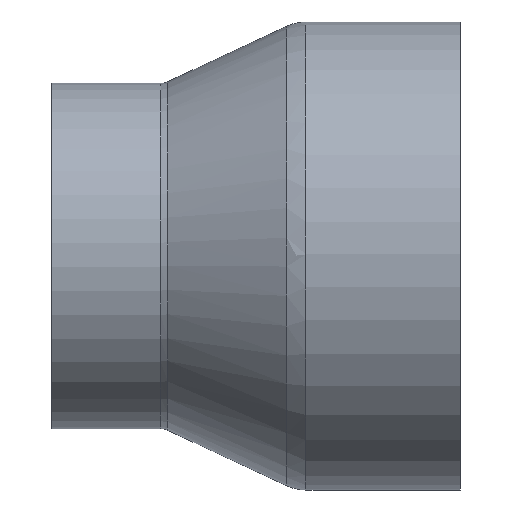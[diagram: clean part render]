
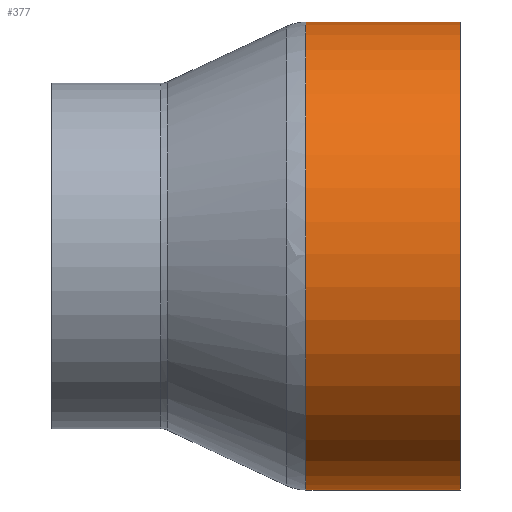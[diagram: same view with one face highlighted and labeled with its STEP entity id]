
A CAD part, top view. The second image highlights one B-rep face of the part: STEP entity #377.
In plain terms, the highlighted free-form (B-spline) face has degree [2, 1] with [5, 2] control points.
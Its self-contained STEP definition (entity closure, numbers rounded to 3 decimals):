
#339 = VERTEX_POINT('',#340);
#340 = CARTESIAN_POINT('',(-47.746,-72.321,
    0.));
#346 = EDGE_CURVE('',#347,#339,#349,.T.);
#347 = VERTEX_POINT('',#348);
#348 = CARTESIAN_POINT('',(-47.746,72.321,0.));
#349 = ( BOUNDED_CURVE() B_SPLINE_CURVE(2,(#350,#351,#352,#353,#354),
.UNSPECIFIED.,.F.,.F.) B_SPLINE_CURVE_WITH_KNOTS((3,2,3),(0.,
1.571,3.142),.PIECEWISE_BEZIER_KNOTS.) CURVE() 
GEOMETRIC_REPRESENTATION_ITEM() RATIONAL_B_SPLINE_CURVE((1.,
0.707,1.,0.707,1.)) REPRESENTATION_ITEM('') );
#350 = CARTESIAN_POINT('',(-47.746,72.321,0.));
#351 = CARTESIAN_POINT('',(-47.746,72.321,
    72.321));
#352 = CARTESIAN_POINT('',(-47.746,0.,
    72.321));
#353 = CARTESIAN_POINT('',(-47.746,-72.321,72.321
    ));
#354 = CARTESIAN_POINT('',(-47.746,-72.321,
    0.));
#377 = ADVANCED_FACE('',(#378),#403,.T.);
#378 = FACE_BOUND('',#379,.T.);
#379 = EDGE_LOOP('',(#380,#381,#388,#398));
#380 = ORIENTED_EDGE('',*,*,#346,.T.);
#381 = ORIENTED_EDGE('',*,*,#382,.T.);
#382 = EDGE_CURVE('',#339,#383,#385,.T.);
#383 = VERTEX_POINT('',#384);
#384 = CARTESIAN_POINT('',(0.,-72.321,
    0.));
#385 = B_SPLINE_CURVE_WITH_KNOTS('',1,(#386,#387),.UNSPECIFIED.,.F.,.F.,
  (2,2),(-34.,0.),.PIECEWISE_BEZIER_KNOTS.);
#386 = CARTESIAN_POINT('',(-47.746,-72.321,
    0.));
#387 = CARTESIAN_POINT('',(0.,-72.321,
    0.));
#388 = ORIENTED_EDGE('',*,*,#389,.F.);
#389 = EDGE_CURVE('',#390,#383,#392,.T.);
#390 = VERTEX_POINT('',#391);
#391 = CARTESIAN_POINT('',(0.,72.321,0.));
#392 = ( BOUNDED_CURVE() B_SPLINE_CURVE(2,(#393,#394,#395,#396,#397),
.UNSPECIFIED.,.F.,.F.) B_SPLINE_CURVE_WITH_KNOTS((3,2,3),(0.,
1.571,3.142),.PIECEWISE_BEZIER_KNOTS.) CURVE() 
GEOMETRIC_REPRESENTATION_ITEM() RATIONAL_B_SPLINE_CURVE((1.,
0.707,1.,0.707,1.)) REPRESENTATION_ITEM('') );
#393 = CARTESIAN_POINT('',(0.,72.321,0.));
#394 = CARTESIAN_POINT('',(0.,72.321,72.321));
#395 = CARTESIAN_POINT('',(0.,0.,
    72.321));
#396 = CARTESIAN_POINT('',(0.,-72.321,
    72.321));
#397 = CARTESIAN_POINT('',(0.,-72.321,
    0.));
#398 = ORIENTED_EDGE('',*,*,#399,.F.);
#399 = EDGE_CURVE('',#347,#390,#400,.T.);
#400 = B_SPLINE_CURVE_WITH_KNOTS('',1,(#401,#402),.UNSPECIFIED.,.F.,.F.,
  (2,2),(-34.,0.),.PIECEWISE_BEZIER_KNOTS.);
#401 = CARTESIAN_POINT('',(-47.746,72.321,0.));
#402 = CARTESIAN_POINT('',(0.,72.321,0.));
#403 = ( BOUNDED_SURFACE() B_SPLINE_SURFACE(2,1,(
    (#404,#405)
    ,(#406,#407)
    ,(#408,#409)
    ,(#410,#411)
,(#412,#413
    )),.UNSPECIFIED.,.F.,.F.,.F.) B_SPLINE_SURFACE_WITH_KNOTS((3,2,3),(2
    ,2),(0.,1.571,3.142),(-34.,0.),
.PIECEWISE_BEZIER_KNOTS.) GEOMETRIC_REPRESENTATION_ITEM() 
RATIONAL_B_SPLINE_SURFACE((
    (1.,1.)
    ,(0.707,0.707)
    ,(1.,1.)
    ,(0.707,0.707)
,(1.,1.))) REPRESENTATION_ITEM('') SURFACE() );
#404 = CARTESIAN_POINT('',(-47.746,72.321,0.));
#405 = CARTESIAN_POINT('',(0.,72.321,0.));
#406 = CARTESIAN_POINT('',(-47.746,72.321,
    72.321));
#407 = CARTESIAN_POINT('',(0.,72.321,
    72.321));
#408 = CARTESIAN_POINT('',(-47.746,0.,
    72.321));
#409 = CARTESIAN_POINT('',(0.,0.,
    72.321));
#410 = CARTESIAN_POINT('',(-47.746,-72.321,72.321
    ));
#411 = CARTESIAN_POINT('',(0.,-72.321,
    72.321));
#412 = CARTESIAN_POINT('',(-47.746,-72.321,
    0.));
#413 = CARTESIAN_POINT('',(0.,-72.321,
    0.));
